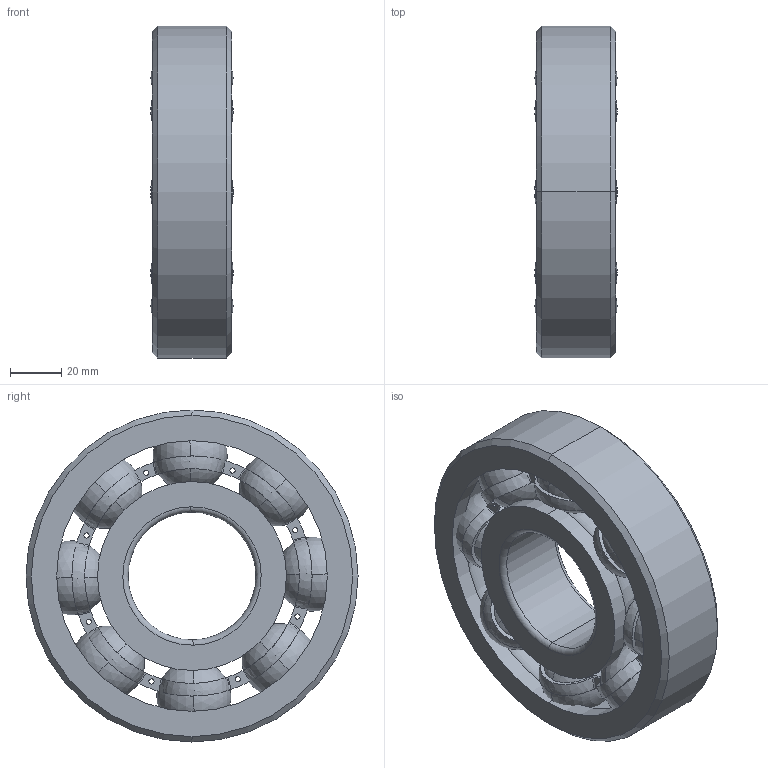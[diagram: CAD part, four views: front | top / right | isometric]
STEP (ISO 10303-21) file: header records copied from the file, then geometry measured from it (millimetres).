
FILE_DESCRIPTION (( 'STEP AP214' ), '1' );
FILE_NAME ('final.STEP', '2020-04-19T17:06:35', ( '' ), ( '' ), 'SwSTEP 2.0', 'SolidWorks 2018', '' );
FILE_SCHEMA (( 'AUTOMOTIVE_DESIGN' ));
Length unit declared in the file: inch
Products named in the file (5): final; ball; inner ring; cage; outer part
Assembly tree (12 placements, depth 2):
  final
    ball  x8
    cage  x2
    inner ring
    outer part
Bounding box: 32.26 x 130 x 130 mm (x, y, z)
Volume: 230949.2 mm3; surface area: 94274.3 mm2
Topology: 12 solids, 20 shells, 238 faces, 792 edges, 526 vertices
Faces by surface type: torus 82, sphere 64, cylinder 52, plane 36, cone 4
Entity records: 6039 total; most frequent: CARTESIAN_POINT 2661, DIRECTION 678, ORIENTED_EDGE 656, EDGE_CURVE 328, AXIS2_PLACEMENT_3D 321, VERTEX_POINT 214, CIRCLE 184, EDGE_LOOP 142
